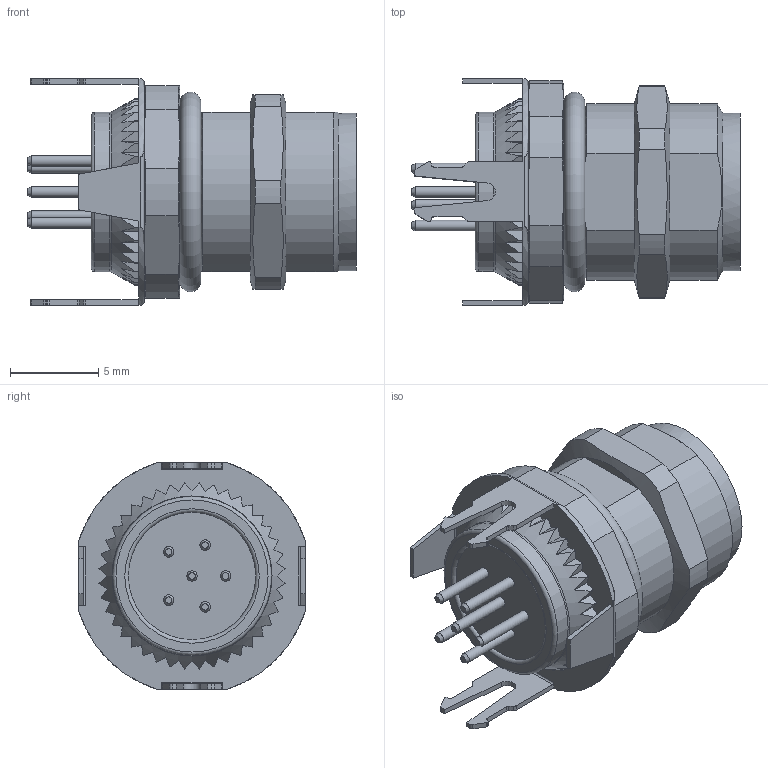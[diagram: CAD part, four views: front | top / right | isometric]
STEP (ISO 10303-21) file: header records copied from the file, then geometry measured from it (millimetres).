
FILE_DESCRIPTION(/* description */ (''),/* implementation_level */ '2;1');
FILE_NAME(/* name */ '09-3422-81-06_bg.stp',/* time_stamp */ '2010-10-08T10:56:36+02:00',/* author */ (''),/* organization */ (''),/* preprocessor_version */ 'ST-DEVELOPER v11',/* originating_system */ 'UGS - NX 5.0',/* authorisation */ '');
FILE_SCHEMA (('CONFIG_CONTROL_DESIGN'));
Length unit declared in the file: millimetre
Products named in the file (1): kbor44E7ylb0
Bounding box: 18.6 x 12.8 x 12.8 mm (x, y, z)
Volume: 1157.8 mm3; surface area: 1315.5 mm2
Topology: 1 solids, 1 shells, 409 faces, 1104 edges, 711 vertices
Faces by surface type: plane 214, cylinder 122, cone 39, extrusion 12, bspline 12, torus 8, sphere 2
Full cylindrical faces by diameter (mm): 0.6 x6, 0.75 x6, 0.8 x6, 7.1 x1, 7.25 x1, 7.4 x1, 8.1 x2, 8.9 x1, 9 x1
Entity records: 13005 total; most frequent: CARTESIAN_POINT 3196, ORIENTED_EDGE 2026, DIRECTION 1961, EDGE_CURVE 1013, AXIS2_PLACEMENT_3D 740, VERTEX_POINT 683, VECTOR 481, EDGE_LOOP 480
